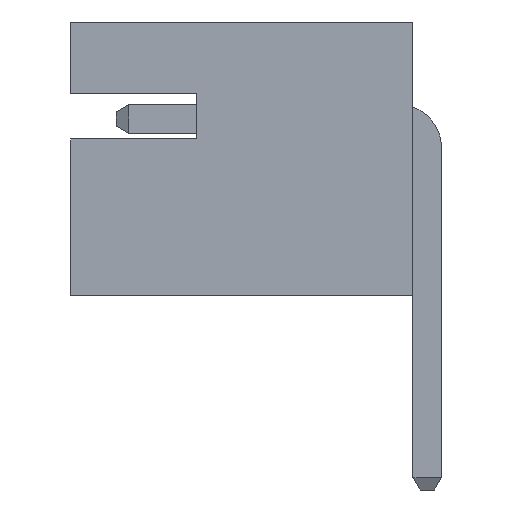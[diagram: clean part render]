
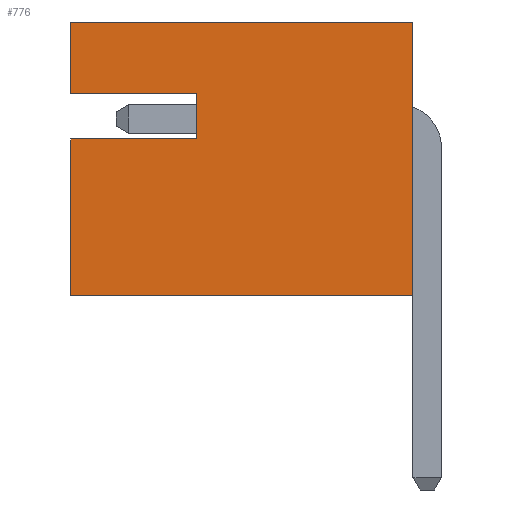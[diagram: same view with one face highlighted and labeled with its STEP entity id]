
A CAD part, left-side view. The second image highlights one B-rep face of the part: STEP entity #776.
In plain terms, the highlighted planar face has unit normal (-1, 0, 0).
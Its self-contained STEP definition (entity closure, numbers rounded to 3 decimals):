
#776=ADVANCED_FACE('',(#1570),#1572,.T.);
#1570=FACE_BOUND('',#1571,.T.);
#1571=EDGE_LOOP('',(#2226,#2227,#2228,#2229,#2230,#2231,#2232,#2233));
#1572=PLANE('',#1573);
#1573=AXIS2_PLACEMENT_3D('',#1574,#1575,#1576);
#1574=CARTESIAN_POINT('',(-18.,0.25,0.));
#1575=DIRECTION('',(-1.,0.,0.));
#1576=DIRECTION('',(0.,0.,1.));
#2226=ORIENTED_EDGE('',*,*,#2666,.T.);
#2227=ORIENTED_EDGE('',*,*,#2667,.T.);
#2228=ORIENTED_EDGE('',*,*,#2668,.F.);
#2229=ORIENTED_EDGE('',*,*,#2608,.F.);
#2230=ORIENTED_EDGE('',*,*,#2646,.T.);
#2231=ORIENTED_EDGE('',*,*,#2659,.T.);
#2232=ORIENTED_EDGE('',*,*,#2669,.F.);
#2233=ORIENTED_EDGE('',*,*,#2670,.T.);
#2608=EDGE_CURVE('',#2969,#2971,#2972,.T.);
#2646=EDGE_CURVE('',#2969,#3020,#3022,.T.);
#2659=EDGE_CURVE('',#3020,#3045,#3047,.T.);
#2666=EDGE_CURVE('',#3058,#3059,#3060,.F.);
#2667=EDGE_CURVE('',#3059,#3061,#3062,.F.);
#2668=EDGE_CURVE('',#2971,#3061,#3063,.T.);
#2669=EDGE_CURVE('',#3064,#3045,#3065,.T.);
#2670=EDGE_CURVE('',#3064,#3058,#3066,.F.);
#2969=VERTEX_POINT('',#3625);
#2971=VERTEX_POINT('',#3629);
#2972=LINE('',#3630,#3631);
#3020=VERTEX_POINT('',#3752);
#3022=LINE('',#3756,#3757);
#3045=VERTEX_POINT('',#3803);
#3047=LINE('',#3807,#3808);
#3058=VERTEX_POINT('',#3832);
#3059=VERTEX_POINT('',#3833);
#3060=LINE('',#3834,#3835);
#3061=VERTEX_POINT('',#3837);
#3062=LINE('',#3838,#3839);
#3063=LINE('',#3841,#3842);
#3064=VERTEX_POINT('',#3844);
#3065=LINE('',#3845,#3846);
#3066=LINE('',#3848,#3849);
#3625=CARTESIAN_POINT('',(-18.,0.25,0.));
#3629=CARTESIAN_POINT('',(-18.,6.25,0.));
#3630=CARTESIAN_POINT('',(-18.,0.25,0.));
#3631=VECTOR('',#3632,1.);
#3632=DIRECTION('',(0.,1.,0.));
#3752=CARTESIAN_POINT('',(-18.,0.25,4.8));
#3756=CARTESIAN_POINT('',(-18.,0.25,0.));
#3757=VECTOR('',#3758,1.);
#3758=DIRECTION('',(0.,0.,1.));
#3803=CARTESIAN_POINT('',(-18.,6.25,4.8));
#3807=CARTESIAN_POINT('',(-18.,0.25,4.8));
#3808=VECTOR('',#3809,1.);
#3809=DIRECTION('',(0.,1.,0.));
#3832=CARTESIAN_POINT('',(-18.,4.05,3.55));
#3833=CARTESIAN_POINT('',(-18.,4.05,2.75));
#3834=CARTESIAN_POINT('',(-18.,4.05,2.75));
#3835=VECTOR('',#3836,1.);
#3836=DIRECTION('',(0.,0.,1.));
#3837=CARTESIAN_POINT('',(-18.,6.25,2.75));
#3838=CARTESIAN_POINT('',(-18.,6.25,2.75));
#3839=VECTOR('',#3840,1.);
#3840=DIRECTION('',(0.,-1.,0.));
#3841=CARTESIAN_POINT('',(-18.,6.25,0.));
#3842=VECTOR('',#3843,1.);
#3843=DIRECTION('',(0.,0.,1.));
#3844=CARTESIAN_POINT('',(-18.,6.25,3.55));
#3845=CARTESIAN_POINT('',(-18.,6.25,3.55));
#3846=VECTOR('',#3847,1.);
#3847=DIRECTION('',(0.,0.,1.));
#3848=CARTESIAN_POINT('',(-18.,4.05,3.55));
#3849=VECTOR('',#3850,1.);
#3850=DIRECTION('',(0.,1.,0.));
